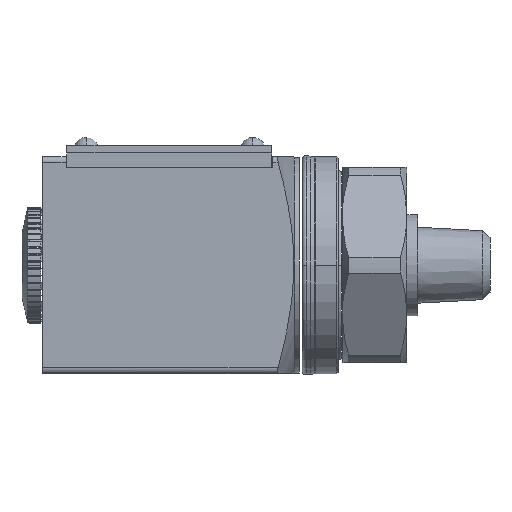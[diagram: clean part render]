
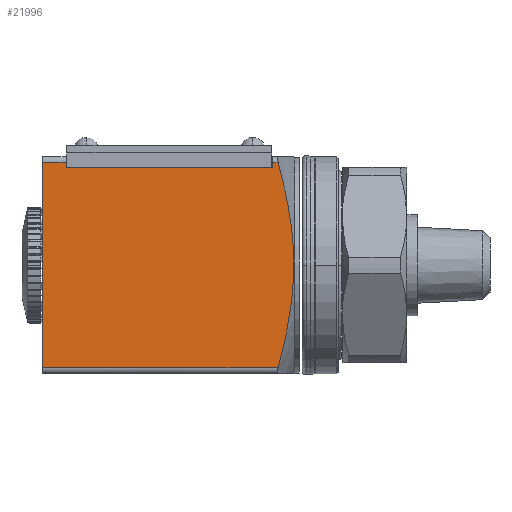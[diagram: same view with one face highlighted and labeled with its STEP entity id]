
A CAD part, left-side view. The second image highlights one B-rep face of the part: STEP entity #21996.
In plain terms, the highlighted planar face has unit normal (-1, 0, 0).
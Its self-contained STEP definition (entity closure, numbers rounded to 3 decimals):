
#442 = LINE ( 'NONE', #34428, #63366 ) ;
#1278 = ORIENTED_EDGE ( 'NONE', *, *, #54978, .F. ) ;
#2496 = CARTESIAN_POINT ( 'NONE',  ( -15., 37.6, 13.5 ) ) ;
#4656 = CARTESIAN_POINT ( 'NONE',  ( -15., 6.564, -5.966 ) ) ;
#4961 = CARTESIAN_POINT ( 'NONE',  ( -15., 6.196, -2.412 ) ) ;
#5248 = EDGE_CURVE ( 'NONE', #50198, #40490, #15158, .T. ) ;
#5485 = CARTESIAN_POINT ( 'NONE',  ( -15., 8.309, -14.2 ) ) ;
#6077 = VERTEX_POINT ( 'NONE', #29293 ) ;
#6124 = VERTEX_POINT ( 'NONE', #48293 ) ;
#6591 = EDGE_CURVE ( 'NONE', #6124, #61326, #59513, .T. ) ;
#7035 = EDGE_CURVE ( 'NONE', #6077, #39668, #11232, .T. ) ;
#9641 = CARTESIAN_POINT ( 'NONE',  ( -15., 7.694, -11.868 ) ) ;
#10212 = DIRECTION ( 'NONE',  ( -1., 0., 0. ) ) ;
#11232 = LINE ( 'NONE', #2496, #17698 ) ;
#12548 = ORIENTED_EDGE ( 'NONE', *, *, #6591, .F. ) ;
#14236 = CARTESIAN_POINT ( 'NONE',  ( -15., 6.35, 4.148 ) ) ;
#14961 = DIRECTION ( 'NONE',  ( 0., 0., 1. ) ) ;
#15158 = LINE ( 'NONE', #64638, #39548 ) ;
#16134 = DIRECTION ( 'NONE',  ( 0., 0., 1. ) ) ;
#16590 = CARTESIAN_POINT ( 'NONE',  ( -15., 9.1, 14.2 ) ) ;
#16646 = VERTEX_POINT ( 'NONE', #46158 ) ;
#16864 = CARTESIAN_POINT ( 'NONE',  ( -15., 8.309, 14.2 ) ) ;
#16875 = ORIENTED_EDGE ( 'NONE', *, *, #7035, .T. ) ;
#17698 = VECTOR ( 'NONE', #47258, 1000. ) ;
#21056 = CARTESIAN_POINT ( 'NONE',  ( -15., 40.9, 14.2 ) ) ;
#21996 = ADVANCED_FACE ( 'NONE', ( #25035 ), #55147, .T. ) ;
#24580 = ORIENTED_EDGE ( 'NONE', *, *, #41314, .T. ) ;
#24781 = CARTESIAN_POINT ( 'NONE',  ( -15., 6.408, -4.783 ) ) ;
#25004 = ORIENTED_EDGE ( 'NONE', *, *, #5248, .T. ) ;
#25035 = FACE_OUTER_BOUND ( 'NONE', #59025, .T. ) ;
#25544 = B_SPLINE_CURVE_WITH_KNOTS ( 'NONE', 3,
 ( #54571, #9641, #49698, #4656, #24781, #4961, #29075, #39260, #59125, #14236, #34314, #61089, #55217, #35649, #56179, #40575 ),
 .UNSPECIFIED., .F., .F.,
 ( 4, 2, 2, 2, 2, 2, 2, 4 ),
 ( 0.016, 0.024, 0.027, 0.031, 0.034, 0.036, 0.038, 0.045 ),
 .UNSPECIFIED. ) ;
#26866 = EDGE_CURVE ( 'NONE', #39668, #61326, #35562, .T. ) ;
#27677 = DIRECTION ( 'NONE',  ( 0., -1., 0. ) ) ;
#29075 = CARTESIAN_POINT ( 'NONE',  ( -15., 6.139, -1.224 ) ) ;
#29293 = CARTESIAN_POINT ( 'NONE',  ( -15., 37.6, 13.5 ) ) ;
#30257 = DIRECTION ( 'NONE',  ( 0., 0., 1. ) ) ;
#31662 = LINE ( 'NONE', #42439, #46208 ) ;
#34122 = ORIENTED_EDGE ( 'NONE', *, *, #59788, .T. ) ;
#34314 = CARTESIAN_POINT ( 'NONE',  ( -15., 6.416, 4.747 ) ) ;
#34428 = CARTESIAN_POINT ( 'NONE',  ( -15., 37.6, 13.5 ) ) ;
#35562 = LINE ( 'NONE', #21056, #52603 ) ;
#35649 = CARTESIAN_POINT ( 'NONE',  ( -15., 7.153, 9.537 ) ) ;
#39260 = CARTESIAN_POINT ( 'NONE',  ( -15., 6.137, 1.159 ) ) ;
#39548 = VECTOR ( 'NONE', #49938, 1000. ) ;
#39668 = VERTEX_POINT ( 'NONE', #42211 ) ;
#40466 = VECTOR ( 'NONE', #30257, 1000. ) ;
#40490 = VERTEX_POINT ( 'NONE', #16590 ) ;
#40549 = AXIS2_PLACEMENT_3D ( 'NONE', #46326, #10212, #16134 ) ;
#40575 = CARTESIAN_POINT ( 'NONE',  ( -15., 8.309, 14.2 ) ) ;
#40958 = CARTESIAN_POINT ( 'NONE',  ( -15., 40.9, -15. ) ) ;
#41131 = DIRECTION ( 'NONE',  ( 0., 1., 0. ) ) ;
#41314 = EDGE_CURVE ( 'NONE', #51448, #50198, #25544, .T. ) ;
#42179 = CARTESIAN_POINT ( 'NONE',  ( -15., 40.9, 14.2 ) ) ;
#42211 = CARTESIAN_POINT ( 'NONE',  ( -15., 37.6, 14.2 ) ) ;
#42432 = ORIENTED_EDGE ( 'NONE', *, *, #26866, .T. ) ;
#42439 = CARTESIAN_POINT ( 'NONE',  ( -15., 8.523, -14.2 ) ) ;
#44926 = EDGE_CURVE ( 'NONE', #16646, #40490, #60300, .T. ) ;
#46158 = CARTESIAN_POINT ( 'NONE',  ( -15., 9.1, 13.5 ) ) ;
#46208 = VECTOR ( 'NONE', #27677, 1000. ) ;
#46326 = CARTESIAN_POINT ( 'NONE',  ( -15., 40.9, -15. ) ) ;
#47258 = DIRECTION ( 'NONE',  ( 0., 0., 1. ) ) ;
#48293 = CARTESIAN_POINT ( 'NONE',  ( -15., 40.9, -14.2 ) ) ;
#49698 = CARTESIAN_POINT ( 'NONE',  ( -15., 7.148, -9.509 ) ) ;
#49804 = DIRECTION ( 'NONE',  ( 0., -1., 0. ) ) ;
#49938 = DIRECTION ( 'NONE',  ( 0., 1., 0. ) ) ;
#50198 = VERTEX_POINT ( 'NONE', #16864 ) ;
#50549 = CARTESIAN_POINT ( 'NONE',  ( -15., 9.1, 13.5 ) ) ;
#51448 = VERTEX_POINT ( 'NONE', #5485 ) ;
#52603 = VECTOR ( 'NONE', #41131, 1000. ) ;
#53188 = VECTOR ( 'NONE', #14961, 1000. ) ;
#54571 = CARTESIAN_POINT ( 'NONE',  ( -15., 8.309, -14.2 ) ) ;
#54978 = EDGE_CURVE ( 'NONE', #6077, #16646, #442, .T. ) ;
#55147 = PLANE ( 'NONE',  #40549 ) ;
#55217 = CARTESIAN_POINT ( 'NONE',  ( -15., 6.66, 6.548 ) ) ;
#56179 = CARTESIAN_POINT ( 'NONE',  ( -15., 7.697, 11.88 ) ) ;
#59025 = EDGE_LOOP ( 'NONE', ( #24580, #25004, #62991, #1278, #16875, #42432, #12548, #34122 ) ) ;
#59125 = CARTESIAN_POINT ( 'NONE',  ( -15., 6.192, 2.353 ) ) ;
#59513 = LINE ( 'NONE', #40958, #53188 ) ;
#59788 = EDGE_CURVE ( 'NONE', #6124, #51448, #31662, .T. ) ;
#60300 = LINE ( 'NONE', #50549, #40466 ) ;
#61089 = CARTESIAN_POINT ( 'NONE',  ( -15., 6.571, 5.946 ) ) ;
#61326 = VERTEX_POINT ( 'NONE', #42179 ) ;
#62991 = ORIENTED_EDGE ( 'NONE', *, *, #44926, .F. ) ;
#63366 = VECTOR ( 'NONE', #49804, 1000. ) ;
#64638 = CARTESIAN_POINT ( 'NONE',  ( -15., 40.9, 14.2 ) ) ;
